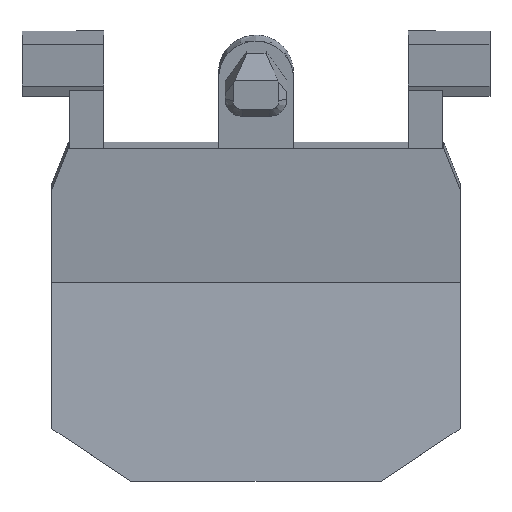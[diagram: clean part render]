
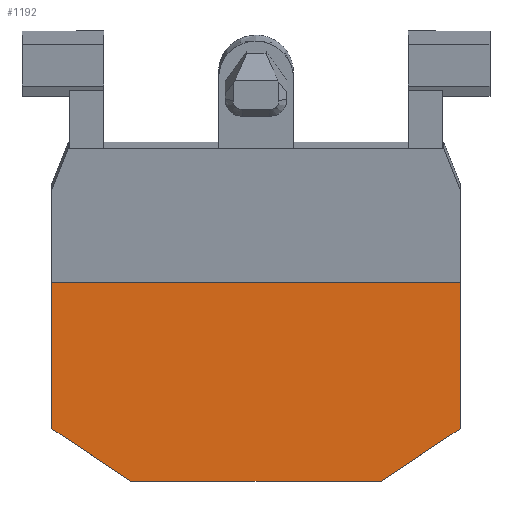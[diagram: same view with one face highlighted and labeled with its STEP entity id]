
A CAD part, top view. The second image highlights one B-rep face of the part: STEP entity #1192.
In plain terms, the highlighted planar face has unit normal (0, 0, 1).
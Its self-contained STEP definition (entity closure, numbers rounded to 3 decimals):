
#98=FACE_OUTER_BOUND('',#160,.T.);
#160=EDGE_LOOP('',(#1068,#1069,#1070,#1071,#1072,#1073));
#190=LINE('',#1607,#341);
#195=LINE('',#1616,#346);
#246=LINE('',#1763,#397);
#272=LINE('',#1814,#423);
#277=LINE('',#1824,#428);
#312=LINE('',#2085,#463);
#341=VECTOR('',#1303,10.);
#346=VECTOR('',#1310,10.);
#397=VECTOR('',#1391,10.);
#423=VECTOR('',#1435,10.);
#428=VECTOR('',#1444,10.);
#463=VECTOR('',#1523,10.);
#489=VERTEX_POINT('',#1604);
#490=VERTEX_POINT('',#1606);
#493=VERTEX_POINT('',#1614);
#534=VERTEX_POINT('',#1762);
#550=VERTEX_POINT('',#1813);
#553=VERTEX_POINT('',#1823);
#604=EDGE_CURVE('',#490,#489,#190,.T.);
#609=EDGE_CURVE('',#489,#493,#195,.F.);
#664=EDGE_CURVE('',#534,#490,#246,.F.);
#690=EDGE_CURVE('',#534,#550,#272,.T.);
#695=EDGE_CURVE('',#553,#493,#277,.T.);
#741=EDGE_CURVE('',#553,#550,#312,.T.);
#1068=ORIENTED_EDGE('',*,*,#690,.F.);
#1069=ORIENTED_EDGE('',*,*,#664,.T.);
#1070=ORIENTED_EDGE('',*,*,#604,.T.);
#1071=ORIENTED_EDGE('',*,*,#609,.T.);
#1072=ORIENTED_EDGE('',*,*,#695,.F.);
#1073=ORIENTED_EDGE('',*,*,#741,.T.);
#1131=PLANE('',#1261);
#1192=ADVANCED_FACE('',(#98),#1131,.T.);
#1261=AXIS2_PLACEMENT_3D('',#2084,#1521,#1522);
#1303=DIRECTION('',(-1.,0.,0.));
#1310=DIRECTION('',(0.,1.,0.));
#1391=DIRECTION('',(0.,-1.,0.));
#1435=DIRECTION('',(-0.832,-0.555,0.));
#1444=DIRECTION('',(-0.832,0.555,0.));
#1521=DIRECTION('center_axis',(0.,0.,1.));
#1522=DIRECTION('ref_axis',(1.,0.,0.));
#1523=DIRECTION('',(1.,0.,0.));
#1604=CARTESIAN_POINT('',(-7.5,3.8,0.85));
#1606=CARTESIAN_POINT('',(7.5,3.8,0.85));
#1607=CARTESIAN_POINT('',(3.8,3.8,0.85));
#1614=CARTESIAN_POINT('',(-7.5,-1.567,0.85));
#1616=CARTESIAN_POINT('',(-7.5,1.75,0.85));
#1762=CARTESIAN_POINT('',(7.5,-1.567,0.85));
#1763=CARTESIAN_POINT('',(7.5,-1.75,0.85));
#1813=CARTESIAN_POINT('',(4.6,-3.5,0.85));
#1814=CARTESIAN_POINT('',(4.565,-3.523,0.85));
#1823=CARTESIAN_POINT('',(-4.6,-3.5,0.85));
#1824=CARTESIAN_POINT('',(-4.565,-3.523,0.85));
#2084=CARTESIAN_POINT('Origin',(0.,0.,0.85));
#2085=CARTESIAN_POINT('',(7.6,-3.5,0.85));
